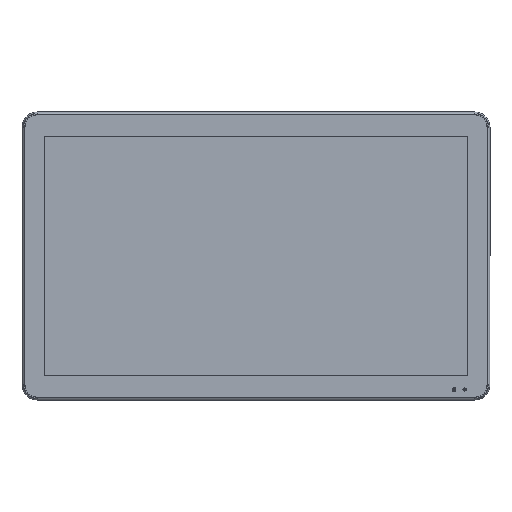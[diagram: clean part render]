
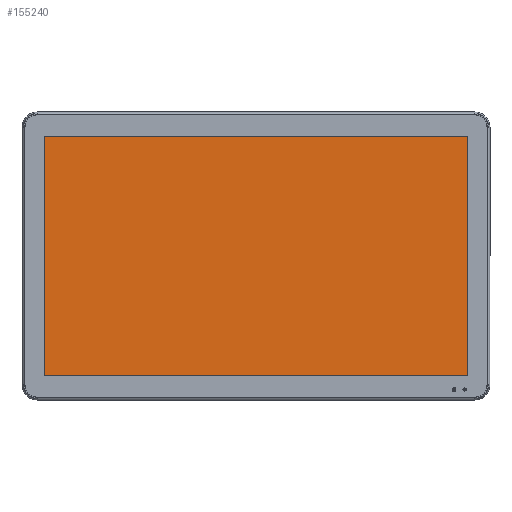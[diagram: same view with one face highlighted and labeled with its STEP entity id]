
A CAD part, top view. The second image highlights one B-rep face of the part: STEP entity #155240.
In plain terms, the highlighted face is planar.
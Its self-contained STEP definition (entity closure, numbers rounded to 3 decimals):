
#5652 = EDGE_CURVE ( 'NONE', #156109, #17398, #130502, .T. ) ;
#6088 = DIRECTION ( 'NONE',  ( 0., 0., -1. ) ) ;
#8531 = CARTESIAN_POINT ( 'NONE',  ( 239.1, 0.65, 134.85 ) ) ;
#10593 = CIRCLE ( 'NONE', #53387, 0.5 ) ;
#12878 = CARTESIAN_POINT ( 'NONE',  ( -239.1, 0.65, -135.35 ) ) ;
#13680 = AXIS2_PLACEMENT_3D ( 'NONE', #42890, #68799, #6088 ) ;
#17398 = VERTEX_POINT ( 'NONE', #133588 ) ;
#20985 = DIRECTION ( 'NONE',  ( 0., 0., 1. ) ) ;
#25179 = CARTESIAN_POINT ( 'NONE',  ( -239.6, 0.65, 134.85 ) ) ;
#27063 = ORIENTED_EDGE ( 'NONE', *, *, #125356, .T. ) ;
#27708 = ORIENTED_EDGE ( 'NONE', *, *, #100807, .T. ) ;
#28713 = LINE ( 'NONE', #105244, #44225 ) ;
#28766 = DIRECTION ( 'NONE',  ( 0., 0., -1. ) ) ;
#31562 = VERTEX_POINT ( 'NONE', #65869 ) ;
#33148 = VECTOR ( 'NONE', #151627, 1000. ) ;
#39834 = CARTESIAN_POINT ( 'NONE',  ( -239.1, 0.65, 135.35 ) ) ;
#41707 = EDGE_CURVE ( 'NONE', #72317, #158163, #95053, .T. ) ;
#42890 = CARTESIAN_POINT ( 'NONE',  ( -239.1, 0.65, 134.85 ) ) ;
#44225 = VECTOR ( 'NONE', #129991, 1000. ) ;
#47434 = ORIENTED_EDGE ( 'NONE', *, *, #129198, .T. ) ;
#51920 = CARTESIAN_POINT ( 'NONE',  ( 239.6, 0.65, -134.85 ) ) ;
#53387 = AXIS2_PLACEMENT_3D ( 'NONE', #153854, #56071, #54512 ) ;
#54512 = DIRECTION ( 'NONE',  ( 0., 0., 1. ) ) ;
#56071 = DIRECTION ( 'NONE',  ( 0., 1., 0. ) ) ;
#65530 = DIRECTION ( 'NONE',  ( 0., 1., 0. ) ) ;
#65869 = CARTESIAN_POINT ( 'NONE',  ( 239.1, 0.65, -135.35 ) ) ;
#66062 = CARTESIAN_POINT ( 'NONE',  ( 239.1, 0.65, -134.85 ) ) ;
#68174 = VECTOR ( 'NONE', #134813, 1000. ) ;
#68799 = DIRECTION ( 'NONE',  ( 0., 1., 0. ) ) ;
#71668 = CARTESIAN_POINT ( 'NONE',  ( -239.1, 0.65, -135.35 ) ) ;
#72317 = VERTEX_POINT ( 'NONE', #154579 ) ;
#75649 = CIRCLE ( 'NONE', #138404, 0.5 ) ;
#79378 = ORIENTED_EDGE ( 'NONE', *, *, #149438, .T. ) ;
#80023 = EDGE_LOOP ( 'NONE', ( #79378, #27708, #126594, #47434, #127364, #27063, #106853, #131306 ) ) ;
#80717 = LINE ( 'NONE', #25179, #132912 ) ;
#81930 = DIRECTION ( 'NONE',  ( 0., 0., -1. ) ) ;
#95025 = DIRECTION ( 'NONE',  ( 0., 1., 0. ) ) ;
#95053 = LINE ( 'NONE', #39834, #33148 ) ;
#100243 = CARTESIAN_POINT ( 'NONE',  ( -239.6, 0.65, 134.85 ) ) ;
#100807 = EDGE_CURVE ( 'NONE', #146557, #123332, #28713, .T. ) ;
#102879 = EDGE_CURVE ( 'NONE', #146005, #72317, #142168, .T. ) ;
#105224 = CARTESIAN_POINT ( 'NONE',  ( -239.1, 0.65, -134.85 ) ) ;
#105244 = CARTESIAN_POINT ( 'NONE',  ( 239.6, 0.65, 134.85 ) ) ;
#106853 = ORIENTED_EDGE ( 'NONE', *, *, #102879, .T. ) ;
#106916 = EDGE_CURVE ( 'NONE', #123332, #31562, #75649, .T. ) ;
#114237 = CARTESIAN_POINT ( 'NONE',  ( 239.1, 0.65, 135.35 ) ) ;
#118418 = LINE ( 'NONE', #71668, #68174 ) ;
#119941 = CARTESIAN_POINT ( 'NONE',  ( 239.6, 0.65, 134.85 ) ) ;
#123332 = VERTEX_POINT ( 'NONE', #51920 ) ;
#123693 = AXIS2_PLACEMENT_3D ( 'NONE', #105224, #130528, #81930 ) ;
#124311 = FACE_OUTER_BOUND ( 'NONE', #80023, .T. ) ;
#125356 = EDGE_CURVE ( 'NONE', #17398, #146005, #80717, .T. ) ;
#126594 = ORIENTED_EDGE ( 'NONE', *, *, #106916, .T. ) ;
#127364 = ORIENTED_EDGE ( 'NONE', *, *, #5652, .T. ) ;
#128855 = AXIS2_PLACEMENT_3D ( 'NONE', #8531, #95025, #20985 ) ;
#129198 = EDGE_CURVE ( 'NONE', #31562, #156109, #118418, .T. ) ;
#129991 = DIRECTION ( 'NONE',  ( 0., 0., -1. ) ) ;
#130502 = CIRCLE ( 'NONE', #123693, 0.5 ) ;
#130528 = DIRECTION ( 'NONE',  ( 0., 1., 0. ) ) ;
#131306 = ORIENTED_EDGE ( 'NONE', *, *, #41707, .T. ) ;
#132262 = PLANE ( 'NONE',  #128855 ) ;
#132912 = VECTOR ( 'NONE', #138115, 1000. ) ;
#133588 = CARTESIAN_POINT ( 'NONE',  ( -239.6, 0.65, -134.85 ) ) ;
#134813 = DIRECTION ( 'NONE',  ( -1., 0., 0. ) ) ;
#138115 = DIRECTION ( 'NONE',  ( 0., 0., 1. ) ) ;
#138404 = AXIS2_PLACEMENT_3D ( 'NONE', #66062, #65530, #28766 ) ;
#142168 = CIRCLE ( 'NONE', #13680, 0.5 ) ;
#146005 = VERTEX_POINT ( 'NONE', #100243 ) ;
#146557 = VERTEX_POINT ( 'NONE', #119941 ) ;
#149438 = EDGE_CURVE ( 'NONE', #158163, #146557, #10593, .T. ) ;
#151627 = DIRECTION ( 'NONE',  ( 1., 0., 0. ) ) ;
#153854 = CARTESIAN_POINT ( 'NONE',  ( 239.1, 0.65, 134.85 ) ) ;
#154579 = CARTESIAN_POINT ( 'NONE',  ( -239.1, 0.65, 135.35 ) ) ;
#155240 = ADVANCED_FACE ( 'NONE', ( #124311 ), #132262, .T. ) ;
#156109 = VERTEX_POINT ( 'NONE', #12878 ) ;
#158163 = VERTEX_POINT ( 'NONE', #114237 ) ;
